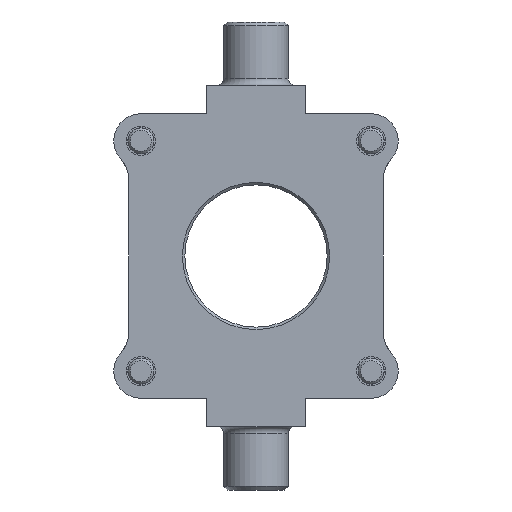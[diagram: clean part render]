
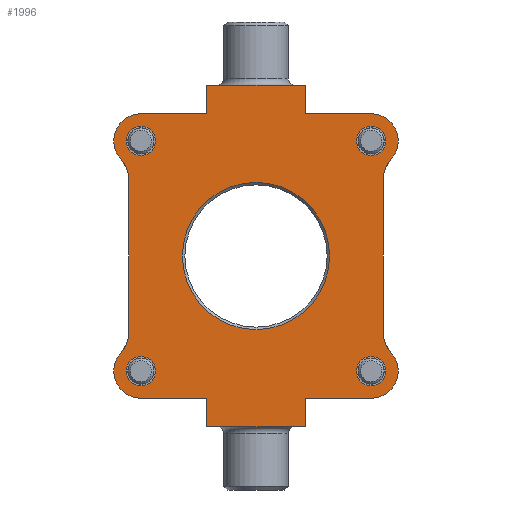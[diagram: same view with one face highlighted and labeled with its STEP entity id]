
A CAD part, front view. The second image highlights one B-rep face of the part: STEP entity #1996.
In plain terms, the highlighted planar face has unit normal (0, -1, 0).
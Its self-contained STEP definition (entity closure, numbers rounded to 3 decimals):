
#131=CIRCLE('',#2130,11.);
#133=CIRCLE('',#2134,11.);
#140=CIRCLE('',#2143,11.);
#142=CIRCLE('',#2147,11.);
#149=CIRCLE('',#2159,10.5);
#150=CIRCLE('',#2162,10.5);
#151=CIRCLE('',#2164,10.5);
#152=CIRCLE('',#2167,10.5);
#153=CIRCLE('',#2169,5.65);
#154=CIRCLE('',#2171,5.65);
#155=CIRCLE('',#2173,5.65);
#156=CIRCLE('',#2175,5.65);
#157=CIRCLE('',#2177,28.45);
#337=ORIENTED_EDGE('',*,*,#877,.F.);
#338=ORIENTED_EDGE('',*,*,#863,.F.);
#339=ORIENTED_EDGE('',*,*,#878,.F.);
#340=ORIENTED_EDGE('',*,*,#879,.F.);
#341=ORIENTED_EDGE('',*,*,#880,.F.);
#342=ORIENTED_EDGE('',*,*,#843,.F.);
#343=ORIENTED_EDGE('',*,*,#859,.F.);
#344=ORIENTED_EDGE('',*,*,#833,.T.);
#345=ORIENTED_EDGE('',*,*,#829,.F.);
#346=ORIENTED_EDGE('',*,*,#826,.T.);
#347=ORIENTED_EDGE('',*,*,#872,.F.);
#348=ORIENTED_EDGE('',*,*,#870,.F.);
#349=ORIENTED_EDGE('',*,*,#881,.F.);
#350=ORIENTED_EDGE('',*,*,#882,.F.);
#351=ORIENTED_EDGE('',*,*,#883,.F.);
#352=ORIENTED_EDGE('',*,*,#848,.F.);
#353=ORIENTED_EDGE('',*,*,#866,.F.);
#354=ORIENTED_EDGE('',*,*,#812,.T.);
#355=ORIENTED_EDGE('',*,*,#808,.F.);
#356=ORIENTED_EDGE('',*,*,#805,.T.);
#357=ORIENTED_EDGE('',*,*,#865,.F.);
#358=ORIENTED_EDGE('',*,*,#875,.T.);
#359=ORIENTED_EDGE('',*,*,#873,.T.);
#360=ORIENTED_EDGE('',*,*,#874,.T.);
#361=ORIENTED_EDGE('',*,*,#876,.T.);
#805=EDGE_CURVE('',#1090,#1089,#131,.T.);
#808=EDGE_CURVE('',#1090,#1092,#1280,.T.);
#812=EDGE_CURVE('',#1094,#1092,#133,.T.);
#826=EDGE_CURVE('',#1108,#1107,#140,.T.);
#829=EDGE_CURVE('',#1108,#1110,#1292,.T.);
#833=EDGE_CURVE('',#1112,#1110,#142,.T.);
#843=EDGE_CURVE('',#1119,#1120,#1301,.T.);
#848=EDGE_CURVE('',#1123,#1124,#1306,.T.);
#859=EDGE_CURVE('',#1112,#1119,#149,.T.);
#863=EDGE_CURVE('',#1135,#1136,#1317,.T.);
#865=EDGE_CURVE('',#1136,#1089,#150,.T.);
#866=EDGE_CURVE('',#1094,#1123,#151,.T.);
#870=EDGE_CURVE('',#1139,#1140,#1322,.T.);
#872=EDGE_CURVE('',#1140,#1107,#152,.T.);
#873=EDGE_CURVE('',#1141,#1141,#153,.T.);
#874=EDGE_CURVE('',#1142,#1142,#154,.T.);
#875=EDGE_CURVE('',#1143,#1143,#155,.T.);
#876=EDGE_CURVE('',#1144,#1144,#156,.T.);
#877=EDGE_CURVE('',#1145,#1145,#157,.T.);
#878=EDGE_CURVE('',#1146,#1135,#1324,.T.);
#879=EDGE_CURVE('',#1147,#1146,#1325,.T.);
#880=EDGE_CURVE('',#1120,#1147,#1326,.T.);
#881=EDGE_CURVE('',#1148,#1139,#1327,.T.);
#882=EDGE_CURVE('',#1149,#1148,#1328,.T.);
#883=EDGE_CURVE('',#1124,#1149,#1329,.T.);
#1089=VERTEX_POINT('',#3039);
#1090=VERTEX_POINT('',#3041);
#1092=VERTEX_POINT('',#3047);
#1094=VERTEX_POINT('',#3054);
#1107=VERTEX_POINT('',#3082);
#1108=VERTEX_POINT('',#3084);
#1110=VERTEX_POINT('',#3090);
#1112=VERTEX_POINT('',#3097);
#1119=VERTEX_POINT('',#3115);
#1120=VERTEX_POINT('',#3117);
#1123=VERTEX_POINT('',#3125);
#1124=VERTEX_POINT('',#3127);
#1135=VERTEX_POINT('',#3155);
#1136=VERTEX_POINT('',#3157);
#1139=VERTEX_POINT('',#3169);
#1140=VERTEX_POINT('',#3171);
#1141=VERTEX_POINT('',#3177);
#1142=VERTEX_POINT('',#3180);
#1143=VERTEX_POINT('',#3183);
#1144=VERTEX_POINT('',#3186);
#1145=VERTEX_POINT('',#3189);
#1146=VERTEX_POINT('',#3191);
#1147=VERTEX_POINT('',#3193);
#1148=VERTEX_POINT('',#3196);
#1149=VERTEX_POINT('',#3198);
#1280=LINE('',#3046,#1442);
#1292=LINE('',#3089,#1454);
#1301=LINE('',#3116,#1463);
#1306=LINE('',#3126,#1468);
#1317=LINE('',#3156,#1479);
#1322=LINE('',#3170,#1484);
#1324=LINE('',#3190,#1486);
#1325=LINE('',#3192,#1487);
#1326=LINE('',#3194,#1488);
#1327=LINE('',#3195,#1489);
#1328=LINE('',#3197,#1490);
#1329=LINE('',#3199,#1491);
#1442=VECTOR('',#2394,1000.);
#1454=VECTOR('',#2432,1000.);
#1463=VECTOR('',#2457,1000.);
#1468=VECTOR('',#2464,1000.);
#1479=VECTOR('',#2489,1000.);
#1484=VECTOR('',#2504,1000.);
#1486=VECTOR('',#2530,1000.);
#1487=VECTOR('',#2531,1000.);
#1488=VECTOR('',#2532,1000.);
#1489=VECTOR('',#2533,1000.);
#1490=VECTOR('',#2534,1000.);
#1491=VECTOR('',#2535,1000.);
#1626=EDGE_LOOP('',(#337));
#1627=EDGE_LOOP('',(#338,#339,#340,#341,#342,#343,#344,#345,#346,#347,#348,
#349,#350,#351,#352,#353,#354,#355,#356,#357));
#1628=EDGE_LOOP('',(#358));
#1629=EDGE_LOOP('',(#359));
#1630=EDGE_LOOP('',(#360));
#1631=EDGE_LOOP('',(#361));
#1784=FACE_BOUND('',#1626,.T.);
#1785=FACE_BOUND('',#1627,.T.);
#1786=FACE_BOUND('',#1628,.T.);
#1787=FACE_BOUND('',#1629,.T.);
#1788=FACE_BOUND('',#1630,.T.);
#1789=FACE_BOUND('',#1631,.T.);
#1923=PLANE('',#2176);
#1996=ADVANCED_FACE('',(#1784,#1785,#1786,#1787,#1788,#1789),#1923,.F.);
#2130=AXIS2_PLACEMENT_3D('',#3040,#2388,#2389);
#2134=AXIS2_PLACEMENT_3D('',#3053,#2401,#2402);
#2143=AXIS2_PLACEMENT_3D('',#3083,#2426,#2427);
#2147=AXIS2_PLACEMENT_3D('',#3096,#2439,#2440);
#2159=AXIS2_PLACEMENT_3D('',#3148,#2482,#2483);
#2162=AXIS2_PLACEMENT_3D('',#3160,#2493,#2494);
#2164=AXIS2_PLACEMENT_3D('',#3162,#2497,#2498);
#2167=AXIS2_PLACEMENT_3D('',#3174,#2508,#2509);
#2169=AXIS2_PLACEMENT_3D('',#3176,#2512,#2513);
#2171=AXIS2_PLACEMENT_3D('',#3179,#2516,#2517);
#2173=AXIS2_PLACEMENT_3D('',#3182,#2520,#2521);
#2175=AXIS2_PLACEMENT_3D('',#3185,#2524,#2525);
#2176=AXIS2_PLACEMENT_3D('',#3187,#2526,#2527);
#2177=AXIS2_PLACEMENT_3D('',#3188,#2528,#2529);
#2388=DIRECTION('',(0.,1.,0.));
#2389=DIRECTION('',(1.,0.,0.));
#2394=DIRECTION('',(1.,0.,0.));
#2401=DIRECTION('',(0.,1.,0.));
#2402=DIRECTION('',(1.,0.,0.));
#2426=DIRECTION('',(0.,1.,0.));
#2427=DIRECTION('',(1.,0.,0.));
#2432=DIRECTION('',(-1.,0.,0.));
#2439=DIRECTION('',(0.,1.,0.));
#2440=DIRECTION('',(1.,0.,0.));
#2457=DIRECTION('',(0.,0.,1.));
#2464=DIRECTION('',(0.,0.,-1.));
#2482=DIRECTION('',(0.,1.,0.));
#2483=DIRECTION('',(1.,0.,0.));
#2489=DIRECTION('',(0.,0.,1.));
#2493=DIRECTION('',(0.,1.,0.));
#2494=DIRECTION('',(1.,0.,0.));
#2497=DIRECTION('',(0.,1.,0.));
#2498=DIRECTION('',(1.,0.,0.));
#2504=DIRECTION('',(0.,0.,-1.));
#2508=DIRECTION('',(0.,1.,0.));
#2509=DIRECTION('',(1.,0.,0.));
#2512=DIRECTION('',(0.,1.,0.));
#2513=DIRECTION('',(1.,0.,0.));
#2516=DIRECTION('',(0.,1.,0.));
#2517=DIRECTION('',(1.,0.,0.));
#2520=DIRECTION('',(0.,1.,0.));
#2521=DIRECTION('',(1.,0.,0.));
#2524=DIRECTION('',(0.,1.,0.));
#2525=DIRECTION('',(1.,0.,0.));
#2526=DIRECTION('',(0.,1.,0.));
#2527=DIRECTION('',(0.,0.,1.));
#2528=DIRECTION('',(0.,-1.,0.));
#2529=DIRECTION('',(0.,0.,-1.));
#2530=DIRECTION('',(1.,0.,0.));
#2531=DIRECTION('',(0.,0.,1.));
#2532=DIRECTION('',(-1.,0.,0.));
#2533=DIRECTION('',(-1.,0.,0.));
#2534=DIRECTION('',(0.,0.,-1.));
#2535=DIRECTION('',(1.,0.,0.));
#3039=CARTESIAN_POINT('',(-37.353,0.,52.192));
#3040=CARTESIAN_POINT('',(-29.865,0.,60.25));
#3041=CARTESIAN_POINT('',(-29.865,0.,49.25));
#3046=CARTESIAN_POINT('',(-29.865,0.,49.25));
#3047=CARTESIAN_POINT('',(29.865,0.,49.25));
#3053=CARTESIAN_POINT('',(29.865,0.,60.25));
#3054=CARTESIAN_POINT('',(37.353,0.,52.192));
#3082=CARTESIAN_POINT('',(37.353,0.,-52.192));
#3083=CARTESIAN_POINT('',(29.865,0.,-60.25));
#3084=CARTESIAN_POINT('',(29.865,0.,-49.25));
#3089=CARTESIAN_POINT('',(29.865,0.,-49.25));
#3090=CARTESIAN_POINT('',(-29.865,0.,-49.25));
#3096=CARTESIAN_POINT('',(-29.865,0.,-60.25));
#3097=CARTESIAN_POINT('',(-37.353,0.,-52.192));
#3115=CARTESIAN_POINT('',(-55.,0.,-44.5));
#3116=CARTESIAN_POINT('',(-55.,0.,-44.5));
#3117=CARTESIAN_POINT('',(-55.,0.,-19.));
#3125=CARTESIAN_POINT('',(55.,0.,44.5));
#3126=CARTESIAN_POINT('',(55.,0.,44.5));
#3127=CARTESIAN_POINT('',(55.,0.,19.));
#3148=CARTESIAN_POINT('',(-44.5,0.,-44.5));
#3155=CARTESIAN_POINT('',(-55.,0.,19.));
#3156=CARTESIAN_POINT('',(-55.,0.,-44.5));
#3157=CARTESIAN_POINT('',(-55.,0.,44.5));
#3160=CARTESIAN_POINT('',(-44.5,0.,44.5));
#3162=CARTESIAN_POINT('',(44.5,0.,44.5));
#3169=CARTESIAN_POINT('',(55.,0.,-19.));
#3170=CARTESIAN_POINT('',(55.,0.,44.5));
#3171=CARTESIAN_POINT('',(55.,0.,-44.5));
#3174=CARTESIAN_POINT('',(44.5,0.,-44.5));
#3176=CARTESIAN_POINT('',(44.5,0.,-44.5));
#3177=CARTESIAN_POINT('',(50.15,0.,-44.5));
#3179=CARTESIAN_POINT('',(44.5,0.,44.5));
#3180=CARTESIAN_POINT('',(50.15,0.,44.5));
#3182=CARTESIAN_POINT('',(-44.5,0.,-44.5));
#3183=CARTESIAN_POINT('',(-38.85,0.,-44.5));
#3185=CARTESIAN_POINT('',(-44.5,0.,44.5));
#3186=CARTESIAN_POINT('',(-38.85,0.,44.5));
#3187=CARTESIAN_POINT('',(-44.5,0.,-44.5));
#3188=CARTESIAN_POINT('',(0.,0.,0.));
#3189=CARTESIAN_POINT('',(0.,0.,-28.45));
#3190=CARTESIAN_POINT('',(-66.,0.,19.));
#3191=CARTESIAN_POINT('',(-66.,0.,19.));
#3192=CARTESIAN_POINT('',(-66.,0.,-19.));
#3193=CARTESIAN_POINT('',(-66.,0.,-19.));
#3194=CARTESIAN_POINT('',(-35.143,0.,-19.));
#3195=CARTESIAN_POINT('',(66.,0.,-19.));
#3196=CARTESIAN_POINT('',(66.,0.,-19.));
#3197=CARTESIAN_POINT('',(66.,0.,19.));
#3198=CARTESIAN_POINT('',(66.,0.,19.));
#3199=CARTESIAN_POINT('',(35.143,0.,19.));
